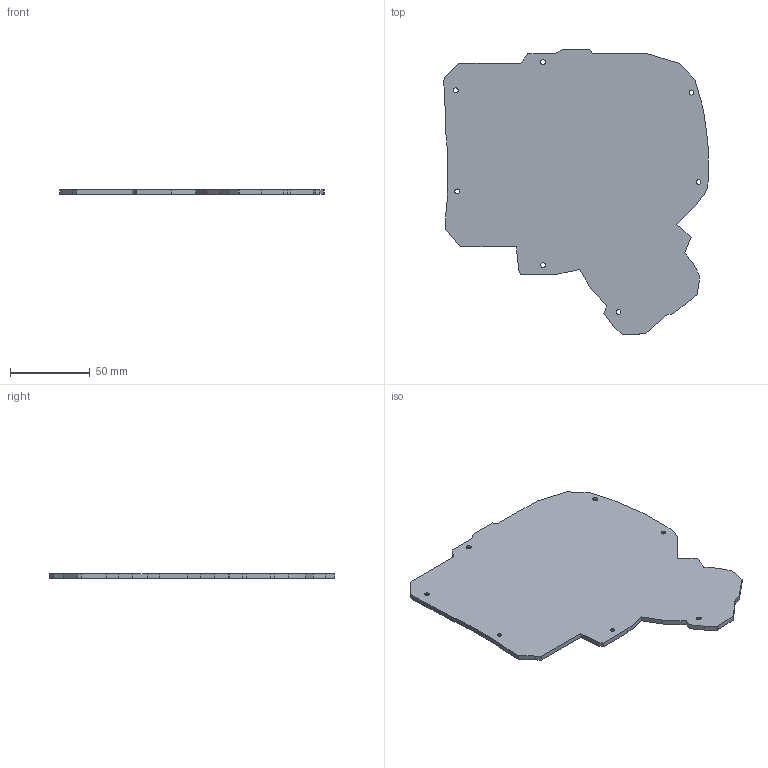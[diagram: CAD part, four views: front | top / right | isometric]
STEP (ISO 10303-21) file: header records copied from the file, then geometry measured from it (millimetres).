
FILE_DESCRIPTION(('Open CASCADE Model'),'2;1');
FILE_NAME('Open CASCADE Shape Model','2022-05-20T20:50:23',('Author'),( 'Open CASCADE'),'Open CASCADE STEP processor 7.4','Open CASCADE 7.4' ,'Unknown');
FILE_SCHEMA(('AUTOMOTIVE_DESIGN { 1 0 10303 214 1 1 1 1 }'));
Length unit declared in the file: millimetre
Products named in the file (1): Open CASCADE STEP translator 7.4 136
Bounding box: 166.13 x 179.32 x 3 mm (x, y, z)
Volume: 66751.3 mm3; surface area: 47275.3 mm2
Topology: 1 solids, 1 shells, 132 faces, 371 edges, 245 vertices
Faces by surface type: plane 112, cone 7, cylinder 7, bspline 6
Full cylindrical faces by diameter (mm): 3 x7
Entity records: 9887 total; most frequent: CARTESIAN_POINT 2457, DIRECTION 1344, LINE 1048, VECTOR 1048, ORIENTED_EDGE 742, PCURVE 742, DEFINITIONAL_REPRESENTATION 742, EDGE_CURVE 371
